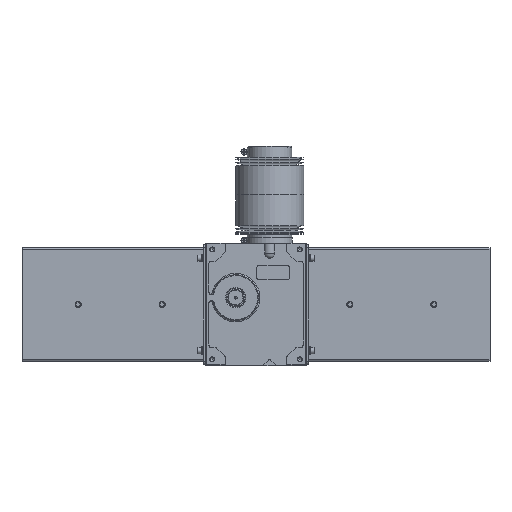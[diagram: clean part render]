
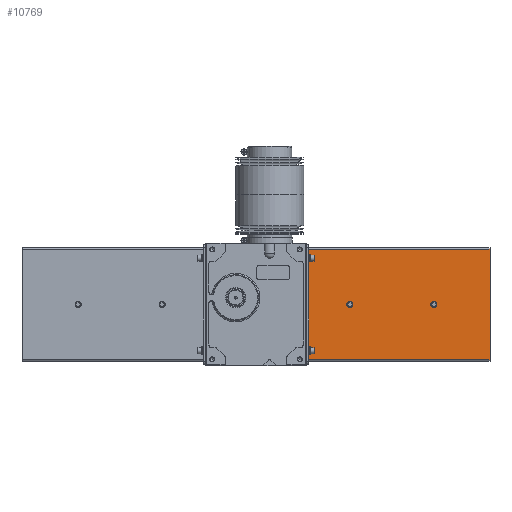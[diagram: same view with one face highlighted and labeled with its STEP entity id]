
A CAD part, top view. The second image highlights one B-rep face of the part: STEP entity #10769.
In plain terms, the highlighted planar face has unit normal (0, 0, 1).
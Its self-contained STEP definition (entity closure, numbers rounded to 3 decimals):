
#656=CIRCLE('',#11712,5.);
#657=CIRCLE('',#11713,5.);
#1689=ORIENTED_EDGE('',*,*,#4356,.F.);
#1690=ORIENTED_EDGE('',*,*,#4357,.F.);
#1691=ORIENTED_EDGE('',*,*,#4352,.T.);
#1692=ORIENTED_EDGE('',*,*,#4358,.F.);
#1693=ORIENTED_EDGE('',*,*,#4359,.F.);
#1694=ORIENTED_EDGE('',*,*,#4353,.T.);
#4352=EDGE_CURVE('',#5726,#5732,#6703,.T.);
#4353=EDGE_CURVE('',#5733,#5726,#6704,.T.);
#4356=EDGE_CURVE('',#5735,#5735,#656,.F.);
#4357=EDGE_CURVE('',#5736,#5736,#657,.F.);
#4358=EDGE_CURVE('',#5737,#5732,#6706,.T.);
#4359=EDGE_CURVE('',#5733,#5737,#6707,.T.);
#5726=VERTEX_POINT('',#16856);
#5732=VERTEX_POINT('',#16868);
#5733=VERTEX_POINT('',#16873);
#5735=VERTEX_POINT('',#16879);
#5736=VERTEX_POINT('',#16881);
#5737=VERTEX_POINT('',#16883);
#6703=LINE('',#16869,#7589);
#6704=LINE('',#16872,#7590);
#6706=LINE('',#16882,#7592);
#6707=LINE('',#16884,#7593);
#7589=VECTOR('',#13470,1000.);
#7590=VECTOR('',#13475,1000.);
#7592=VECTOR('',#13485,1000.);
#7593=VECTOR('',#13486,1000.);
#8514=EDGE_LOOP('',(#1689));
#8515=EDGE_LOOP('',(#1690));
#8516=EDGE_LOOP('',(#1691,#1692,#1693,#1694));
#9474=FACE_BOUND('',#8514,.T.);
#9475=FACE_BOUND('',#8515,.T.);
#9476=FACE_BOUND('',#8516,.T.);
#10299=PLANE('',#11711);
#10769=ADVANCED_FACE('',(#9474,#9475,#9476),#10299,.F.);
#11711=AXIS2_PLACEMENT_3D('',#16877,#13479,#13480);
#11712=AXIS2_PLACEMENT_3D('',#16878,#13481,#13482);
#11713=AXIS2_PLACEMENT_3D('',#16880,#13483,#13484);
#13470=DIRECTION('',(0.,-1.,0.));
#13475=DIRECTION('',(-1.,0.,0.));
#13479=DIRECTION('',(0.,0.,-1.));
#13480=DIRECTION('',(-1.,0.,0.));
#13481=DIRECTION('',(0.,0.,-1.));
#13482=DIRECTION('',(-1.,0.,0.));
#13483=DIRECTION('',(0.,0.,-1.));
#13484=DIRECTION('',(-1.,0.,0.));
#13485=DIRECTION('',(-1.,0.,0.));
#13486=DIRECTION('',(0.,-1.,0.));
#16856=CARTESIAN_POINT('',(4.5,89.6,26.2));
#16868=CARTESIAN_POINT('',(4.5,-89.6,26.2));
#16869=CARTESIAN_POINT('',(4.5,89.6,26.2));
#16872=CARTESIAN_POINT('',(298.,89.6,26.2));
#16873=CARTESIAN_POINT('',(298.,89.6,26.2));
#16877=CARTESIAN_POINT('',(298.,89.6,26.2));
#16878=CARTESIAN_POINT('',(207.,0.,26.2));
#16879=CARTESIAN_POINT('',(202.,0.,26.2));
#16880=CARTESIAN_POINT('',(71.,0.,26.2));
#16881=CARTESIAN_POINT('',(66.,0.,26.2));
#16882=CARTESIAN_POINT('',(298.,-89.6,26.2));
#16883=CARTESIAN_POINT('',(298.,-89.6,26.2));
#16884=CARTESIAN_POINT('',(298.,89.6,26.2));
